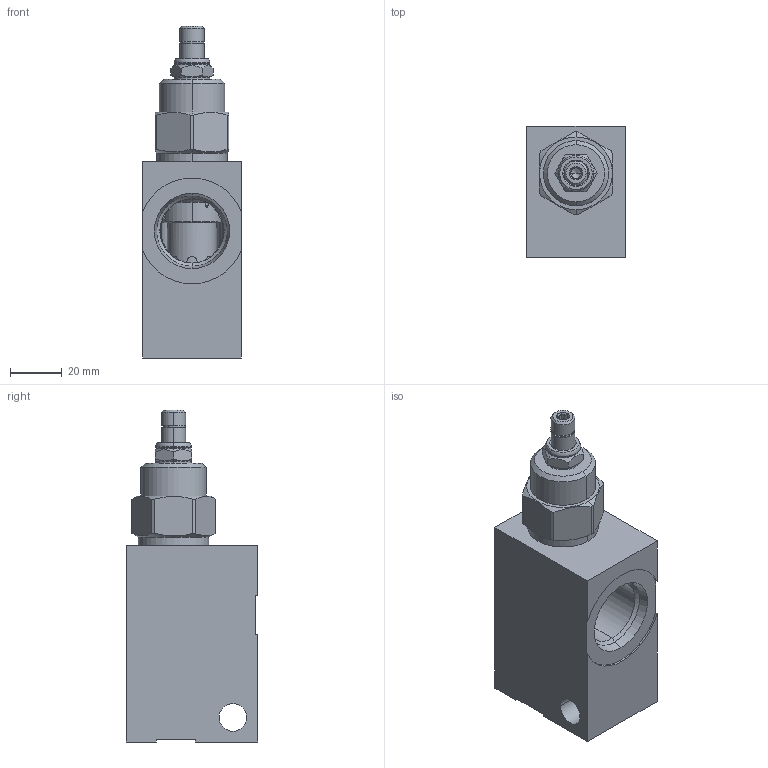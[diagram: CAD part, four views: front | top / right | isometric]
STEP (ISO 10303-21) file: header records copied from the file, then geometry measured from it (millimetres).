
FILE_DESCRIPTION((''),'2;1');
FILE_NAME('RPGCLCN-CAL-S_ASM','2024-01-16T',('ProEService'),(''),'PRO/ENGINEER BY PARAMETRIC TECHNOLOGY CORPORATION, 2014200','PRO/ENGINEER BY PARAMETRIC TECHNOLOGY CORPORATION, 2014200','');
FILE_SCHEMA(('CONFIG_CONTROL_DESIGN'));
Length unit declared in the file: inch
Products named in the file (3): 150-140-009; RPGCLCN; RPGCLCN-CAL-S_ASM
Assembly tree (2 placements, depth 2):
  RPGCLCN-CAL-S_ASM
    150-140-009
    RPGCLCN
Bounding box: 38.1 x 50.8 x 128.6 mm (x, y, z)
Volume: 136129.5 mm3; surface area: 35892 mm2
Topology: 3 solids, 5 shells, 312 faces, 893 edges, 676 vertices
Faces by surface type: cylinder 128, cone 74, plane 72, torus 32, revolution 6
Entity records: 12664 total; most frequent: CARTESIAN_POINT 4515, DIRECTION 1739, ORIENTED_EDGE 1472, EDGE_CURVE 736, AXIS2_PLACEMENT_3D 660, VERTEX_POINT 455, VECTOR 413, LINE 413
